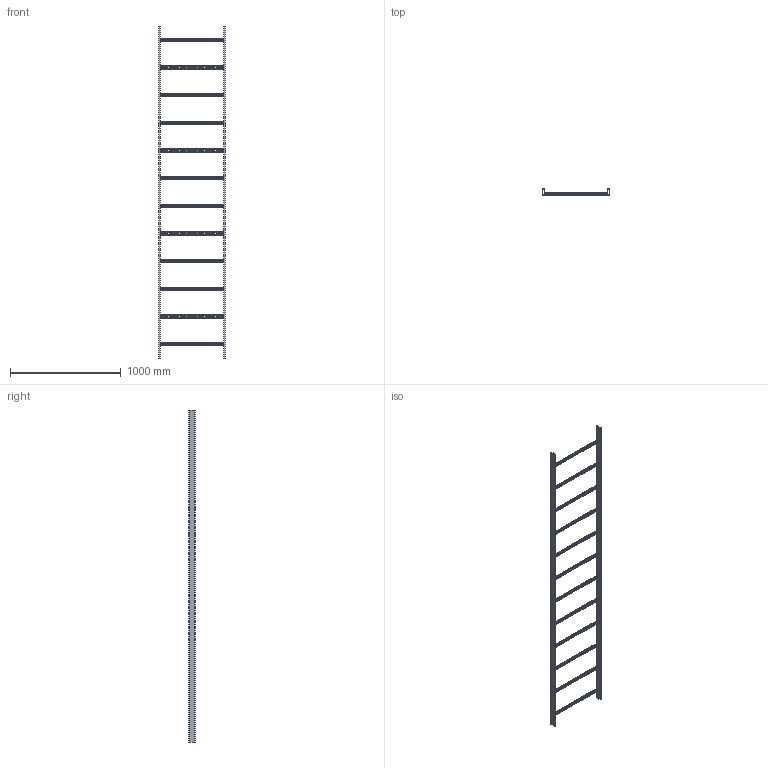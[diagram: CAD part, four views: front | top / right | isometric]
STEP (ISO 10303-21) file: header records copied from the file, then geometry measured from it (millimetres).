
FILE_DESCRIPTION (( 'STEP AP203' ), '1' );
FILE_NAME ('10-02-1218.STEP', '2013-05-02T08:43:51', ( 'asennus' ), ( '' ), 'SwSTEP 2.0', 'SolidWorks 2013', '' );
FILE_SCHEMA (( 'CONFIG_CONTROL_DESIGN' ));
Length unit declared in the file: millimetre
Products named in the file (1): 10-02-1218
Bounding box: 600 x 60 x 3000 mm (x, y, z)
Volume: 1219536.5 mm3; surface area: 2466242.6 mm2
Topology: 14 solids, 14 shells, 1796 faces, 4728 edges, 2960 vertices
Faces by surface type: plane 1068, cylinder 728
Entity records: 56015 total; most frequent: DIRECTION 9778, CARTESIAN_POINT 9485, ORIENTED_EDGE 9456, EDGE_CURVE 4728, LINE 3272, VECTOR 3272, AXIS2_PLACEMENT_3D 3253, VERTEX_POINT 2960
